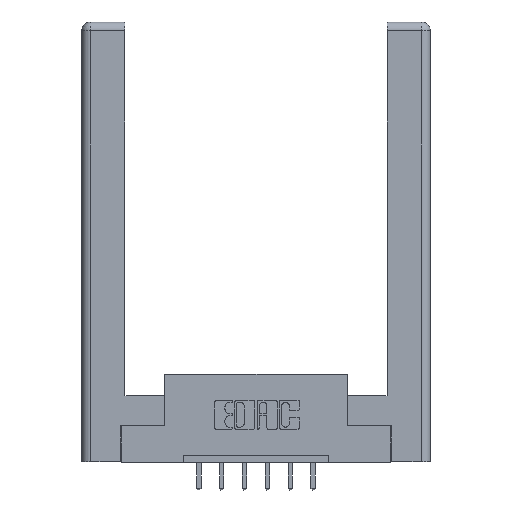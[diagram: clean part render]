
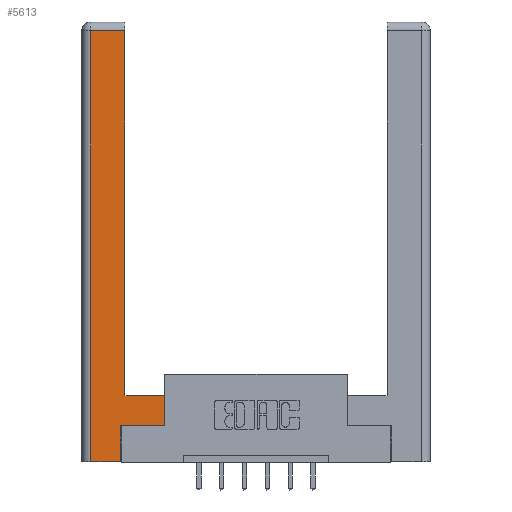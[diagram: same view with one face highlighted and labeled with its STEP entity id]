
A CAD part, top view. The second image highlights one B-rep face of the part: STEP entity #5613.
In plain terms, the highlighted planar face has unit normal (0, 0, 1).
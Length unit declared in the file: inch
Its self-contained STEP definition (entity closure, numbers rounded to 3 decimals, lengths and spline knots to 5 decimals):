
#114 = CARTESIAN_POINT ( 'NONE',  ( 0.265, 0.245, 0. ) ) ;
#210 = CARTESIAN_POINT ( 'NONE',  ( 0.265, 0.245, 0. ) ) ;
#441 = AXIS2_PLACEMENT_3D ( 'NONE', #7235, #2594, #4543 ) ;
#444 = VERTEX_POINT ( 'NONE', #11458 ) ;
#485 = VECTOR ( 'NONE', #5044, 39.37008 ) ;
#676 = LINE ( 'NONE', #8046, #10144 ) ;
#700 = VECTOR ( 'NONE', #1358, 39.37008 ) ;
#781 = PLANE ( 'NONE',  #441 ) ;
#946 = LINE ( 'NONE', #114, #5268 ) ;
#955 = VECTOR ( 'NONE', #11730, 39.37008 ) ;
#1247 = EDGE_CURVE ( 'NONE', #3246, #1651, #676, .T. ) ;
#1257 = LINE ( 'NONE', #4539, #955 ) ;
#1358 = DIRECTION ( 'NONE',  ( 0., -1., 0. ) ) ;
#1434 = CARTESIAN_POINT ( 'NONE',  ( 0.0615, 0., 0. ) ) ;
#1543 = LINE ( 'NONE', #5747, #5419 ) ;
#1651 = VERTEX_POINT ( 'NONE', #11657 ) ;
#1657 = VERTEX_POINT ( 'NONE', #10593 ) ;
#1749 = EDGE_CURVE ( 'NONE', #9053, #444, #1257, .T. ) ;
#1969 = DIRECTION ( 'NONE',  ( 0., 1., 0. ) ) ;
#2065 = DIRECTION ( 'NONE',  ( 1., 0., 0. ) ) ;
#2522 = DIRECTION ( 'NONE',  ( 1., 0., 0. ) ) ;
#2551 = DIRECTION ( 'NONE',  ( 0., 1., 0. ) ) ;
#2594 = DIRECTION ( 'NONE',  ( 0., 0., -1. ) ) ;
#2883 = VERTEX_POINT ( 'NONE', #8560 ) ;
#2907 = ORIENTED_EDGE ( 'NONE', *, *, #6636, .T. ) ;
#3124 = EDGE_CURVE ( 'NONE', #10021, #6189, #5088, .T. ) ;
#3246 = VERTEX_POINT ( 'NONE', #1434 ) ;
#3413 = CARTESIAN_POINT ( 'NONE',  ( 0.565, 0.45, 0. ) ) ;
#3904 = ORIENTED_EDGE ( 'NONE', *, *, #6003, .T. ) ;
#4222 = DIRECTION ( 'NONE',  ( 0., 1., 0. ) ) ;
#4539 = CARTESIAN_POINT ( 'NONE',  ( 0.0615, 2.94, 0. ) ) ;
#4543 = DIRECTION ( 'NONE',  ( -1., 0., 0. ) ) ;
#4576 = FACE_OUTER_BOUND ( 'NONE', #6999, .T. ) ;
#4864 = ORIENTED_EDGE ( 'NONE', *, *, #7123, .T. ) ;
#5044 = DIRECTION ( 'NONE',  ( -1., 0., 0. ) ) ;
#5088 = LINE ( 'NONE', #8668, #5665 ) ;
#5190 = ORIENTED_EDGE ( 'NONE', *, *, #9746, .T. ) ;
#5268 = VECTOR ( 'NONE', #1969, 39.37008 ) ;
#5338 = ORIENTED_EDGE ( 'NONE', *, *, #1749, .T. ) ;
#5419 = VECTOR ( 'NONE', #4222, 39.37008 ) ;
#5467 = ORIENTED_EDGE ( 'NONE', *, *, #1247, .T. ) ;
#5492 = EDGE_CURVE ( 'NONE', #2883, #9053, #1543, .T. ) ;
#5613 = ADVANCED_FACE ( 'NONE', ( #4576 ), #781, .F. ) ;
#5665 = VECTOR ( 'NONE', #2065, 39.37008 ) ;
#5747 = CARTESIAN_POINT ( 'NONE',  ( 0.295, 3., 0. ) ) ;
#6003 = EDGE_CURVE ( 'NONE', #1651, #10021, #946, .T. ) ;
#6189 = VERTEX_POINT ( 'NONE', #6227 ) ;
#6227 = CARTESIAN_POINT ( 'NONE',  ( 0.565, 0.245, 0. ) ) ;
#6636 = EDGE_CURVE ( 'NONE', #6189, #1657, #10557, .T. ) ;
#6887 = CARTESIAN_POINT ( 'NONE',  ( 0.0615, 0., 0. ) ) ;
#6999 = EDGE_LOOP ( 'NONE', ( #9367, #5338, #5190, #5467, #3904, #11872, #2907, #4864 ) ) ;
#7123 = EDGE_CURVE ( 'NONE', #1657, #2883, #9665, .T. ) ;
#7235 = CARTESIAN_POINT ( 'NONE',  ( 0., 0., 0. ) ) ;
#8046 = CARTESIAN_POINT ( 'NONE',  ( 0.265, 0., 0. ) ) ;
#8560 = CARTESIAN_POINT ( 'NONE',  ( 0.295, 0.45, 0. ) ) ;
#8668 = CARTESIAN_POINT ( 'NONE',  ( 0.565, 0.245, 0. ) ) ;
#8699 = VECTOR ( 'NONE', #2551, 39.37008 ) ;
#9053 = VERTEX_POINT ( 'NONE', #11279 ) ;
#9367 = ORIENTED_EDGE ( 'NONE', *, *, #5492, .T. ) ;
#9665 = LINE ( 'NONE', #11540, #485 ) ;
#9746 = EDGE_CURVE ( 'NONE', #444, #3246, #10902, .T. ) ;
#10021 = VERTEX_POINT ( 'NONE', #210 ) ;
#10144 = VECTOR ( 'NONE', #2522, 39.37008 ) ;
#10557 = LINE ( 'NONE', #3413, #8699 ) ;
#10593 = CARTESIAN_POINT ( 'NONE',  ( 0.565, 0.45, 0. ) ) ;
#10902 = LINE ( 'NONE', #6887, #700 ) ;
#11279 = CARTESIAN_POINT ( 'NONE',  ( 0.295, 2.94, 0. ) ) ;
#11458 = CARTESIAN_POINT ( 'NONE',  ( 0.0615, 2.94, 0. ) ) ;
#11540 = CARTESIAN_POINT ( 'NONE',  ( 0.295, 0.45, 0. ) ) ;
#11657 = CARTESIAN_POINT ( 'NONE',  ( 0.265, 0., 0. ) ) ;
#11730 = DIRECTION ( 'NONE',  ( -1., 0., 0. ) ) ;
#11872 = ORIENTED_EDGE ( 'NONE', *, *, #3124, .T. ) ;
